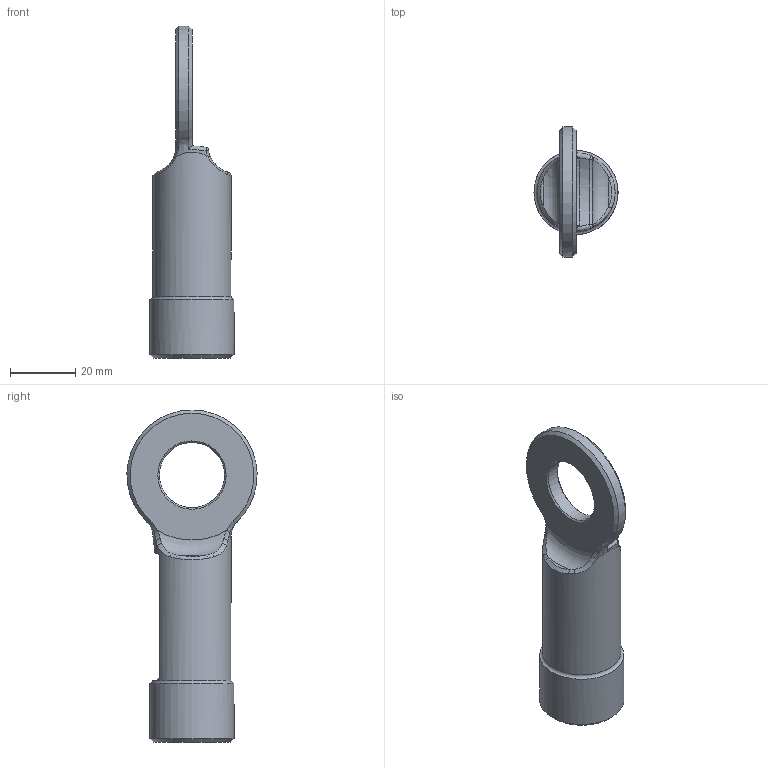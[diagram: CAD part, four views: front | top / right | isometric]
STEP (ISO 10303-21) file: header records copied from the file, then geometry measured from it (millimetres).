
FILE_DESCRIPTION(/* description */ (''),/* implementation_level */ '2;1');
FILE_NAME(/* name */ '8865d20a-7786-43b4-ad3b-874cb4404b0b.stp',/* time_stamp */ '2019-04-16T02:20:38+00:00',/* author */ (''),/* organization */ (''),/* preprocessor_version */ 'ST-DEVELOPER v18',/* originating_system */ 'Autodesk Translation Framework v8.2.0.1029',/* authorisation */ '');
FILE_SCHEMA (('AUTOMOTIVE_DESIGN { 1 0 10303 214 3 1 1 }'));
Length unit declared in the file: millimetre
Products named in the file (1): middle connector
Bounding box: 25.85 x 39.98 x 102 mm (x, y, z)
Volume: 27036.4 mm3; surface area: 10015.7 mm2
Topology: 1 solids, 5 shells, 122 faces, 288 edges, 181 vertices
Faces by surface type: plane 58, bspline 32, cylinder 16, torus 6, cone 6, sphere 4
Full cylindrical faces by diameter (mm): 12 x1, 20 x1, 24 x1, 25.85 x1
Entity records: 4557 total; most frequent: CARTESIAN_POINT 1910, ORIENTED_EDGE 576, DIRECTION 440, EDGE_CURVE 288, VERTEX_POINT 181, LINE 152, VECTOR 152, AXIS2_PLACEMENT_3D 144
